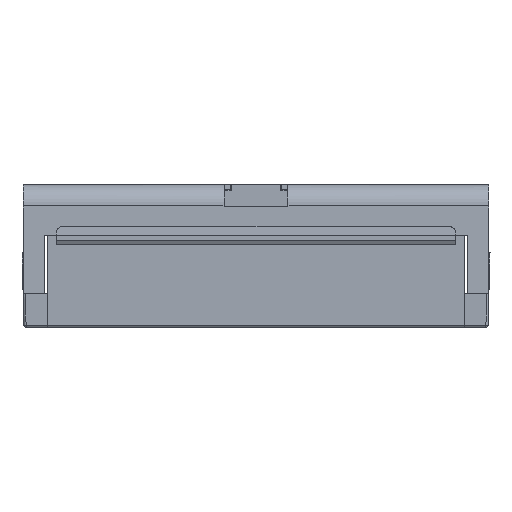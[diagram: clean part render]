
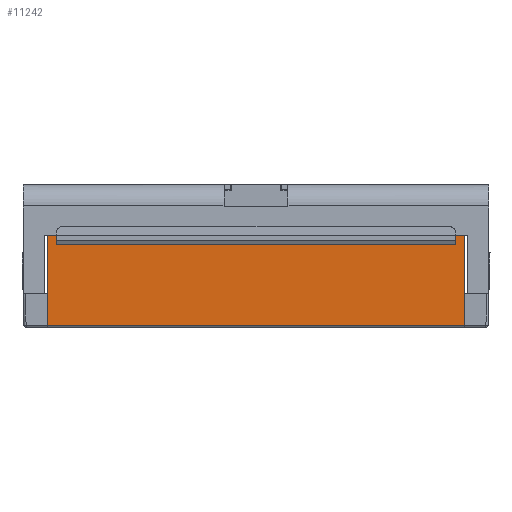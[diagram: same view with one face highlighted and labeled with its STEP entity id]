
A CAD part, left-side view. The second image highlights one B-rep face of the part: STEP entity #11242.
In plain terms, the highlighted face is planar.
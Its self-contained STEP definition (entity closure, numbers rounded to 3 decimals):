
#342 = ORIENTED_EDGE ( 'NONE', *, *, #8823, .T. ) ;
#483 = VERTEX_POINT ( 'NONE', #14045 ) ;
#753 = CARTESIAN_POINT ( 'NONE',  ( -45.096, 2.141, -99.34 ) ) ;
#834 = VERTEX_POINT ( 'NONE', #10096 ) ;
#909 = EDGE_CURVE ( 'NONE', #14838, #483, #5985, .T. ) ;
#1058 = VECTOR ( 'NONE', #1322, 1000. ) ;
#1177 = LINE ( 'NONE', #10479, #14599 ) ;
#1210 = CARTESIAN_POINT ( 'NONE',  ( -44.799, 20.703, -101.44 ) ) ;
#1322 = DIRECTION ( 'NONE',  ( 0., 0., 1. ) ) ;
#1481 = CARTESIAN_POINT ( 'NONE',  ( -44.799, 20.703, -5.56 ) ) ;
#1508 = VECTOR ( 'NONE', #11511, 1000. ) ;
#1735 = PLANE ( 'NONE',  #13255 ) ;
#1887 = LINE ( 'NONE', #10470, #1508 ) ;
#1962 = LINE ( 'NONE', #2498, #3257 ) ;
#2498 = CARTESIAN_POINT ( 'NONE',  ( -44.799, 20.703, -99.34 ) ) ;
#2805 = VERTEX_POINT ( 'NONE', #14309 ) ;
#3162 = VECTOR ( 'NONE', #5564, 1000. ) ;
#3257 = VECTOR ( 'NONE', #15425, 1000. ) ;
#3336 = EDGE_CURVE ( 'NONE', #2805, #12607, #7073, .T. ) ;
#3352 = CARTESIAN_POINT ( 'NONE',  ( -45.13, 0., -146.214 ) ) ;
#3671 = CARTESIAN_POINT ( 'NONE',  ( -44.799, 20.703, -146.214 ) ) ;
#4186 = CARTESIAN_POINT ( 'NONE',  ( -44.799, 20.703, -146.214 ) ) ;
#4358 = ORIENTED_EDGE ( 'NONE', *, *, #14369, .T. ) ;
#4434 = ORIENTED_EDGE ( 'NONE', *, *, #7829, .F. ) ;
#4763 = DIRECTION ( 'NONE',  ( 0., 0., -1. ) ) ;
#5564 = DIRECTION ( 'NONE',  ( 0.016, 1., 0. ) ) ;
#5633 = EDGE_CURVE ( 'NONE', #11249, #2805, #1177, .T. ) ;
#5645 = VERTEX_POINT ( 'NONE', #753 ) ;
#5758 = DIRECTION ( 'NONE',  ( -0.016, -1., 0. ) ) ;
#5839 = VECTOR ( 'NONE', #14660, 1000. ) ;
#5985 = LINE ( 'NONE', #6666, #3162 ) ;
#6477 = VECTOR ( 'NONE', #6857, 1000. ) ;
#6555 = DIRECTION ( 'NONE',  ( 0.016, 1., 0. ) ) ;
#6666 = CARTESIAN_POINT ( 'NONE',  ( -44.799, 20.703, -101.44 ) ) ;
#6857 = DIRECTION ( 'NONE',  ( 0.016, 1., 0. ) ) ;
#6906 = CARTESIAN_POINT ( 'NONE',  ( -44.799, 20.703, -5.56 ) ) ;
#7073 = LINE ( 'NONE', #3352, #8193 ) ;
#7294 = ORIENTED_EDGE ( 'NONE', *, *, #12377, .F. ) ;
#7795 = LINE ( 'NONE', #3671, #1058 ) ;
#7829 = EDGE_CURVE ( 'NONE', #483, #14795, #10681, .T. ) ;
#8193 = VECTOR ( 'NONE', #15112, 1000. ) ;
#8483 = EDGE_CURVE ( 'NONE', #12607, #15274, #14377, .T. ) ;
#8504 = ORIENTED_EDGE ( 'NONE', *, *, #909, .F. ) ;
#8663 = CARTESIAN_POINT ( 'NONE',  ( -45.13, 0., -99.34 ) ) ;
#8823 = EDGE_CURVE ( 'NONE', #5645, #11249, #1887, .T. ) ;
#8937 = CARTESIAN_POINT ( 'NONE',  ( -45.096, 2.141, -7.66 ) ) ;
#9803 = CARTESIAN_POINT ( 'NONE',  ( -44.916, 13.392, -5.56 ) ) ;
#9822 = ORIENTED_EDGE ( 'NONE', *, *, #12375, .F. ) ;
#10096 = CARTESIAN_POINT ( 'NONE',  ( -44.799, 20.703, -5.56 ) ) ;
#10220 = CARTESIAN_POINT ( 'NONE',  ( -45.13, 0., 39.214 ) ) ;
#10470 = CARTESIAN_POINT ( 'NONE',  ( -45.096, 2.141, -146.214 ) ) ;
#10479 = CARTESIAN_POINT ( 'NONE',  ( -44.799, 20.703, -7.66 ) ) ;
#10681 = LINE ( 'NONE', #1210, #14041 ) ;
#11012 = EDGE_CURVE ( 'NONE', #14795, #834, #7795, .T. ) ;
#11242 = ADVANCED_FACE ( 'NONE', ( #11878 ), #1735, .F. ) ;
#11249 = VERTEX_POINT ( 'NONE', #8937 ) ;
#11271 = DIRECTION ( 'NONE',  ( 1., -0.016, 0. ) ) ;
#11511 = DIRECTION ( 'NONE',  ( 0., 0., 1. ) ) ;
#11878 = FACE_OUTER_BOUND ( 'NONE', #14320, .T. ) ;
#12375 = EDGE_CURVE ( 'NONE', #5645, #12512, #1962, .T. ) ;
#12377 = EDGE_CURVE ( 'NONE', #12512, #14838, #14808, .T. ) ;
#12512 = VERTEX_POINT ( 'NONE', #8663 ) ;
#12607 = VERTEX_POINT ( 'NONE', #14530 ) ;
#12692 = ORIENTED_EDGE ( 'NONE', *, *, #5633, .T. ) ;
#12755 = ORIENTED_EDGE ( 'NONE', *, *, #3336, .T. ) ;
#13255 = AXIS2_PLACEMENT_3D ( 'NONE', #4186, #11271, #6555 ) ;
#14041 = VECTOR ( 'NONE', #14185, 1000. ) ;
#14045 = CARTESIAN_POINT ( 'NONE',  ( -44.916, 13.392, -101.44 ) ) ;
#14185 = DIRECTION ( 'NONE',  ( 0.016, 1., 0. ) ) ;
#14309 = CARTESIAN_POINT ( 'NONE',  ( -45.13, 0., -7.66 ) ) ;
#14320 = EDGE_LOOP ( 'NONE', ( #342, #12692, #12755, #14624, #4358, #15175, #4434, #8504, #7294, #9822 ) ) ;
#14369 = EDGE_CURVE ( 'NONE', #15274, #834, #14459, .T. ) ;
#14377 = LINE ( 'NONE', #1481, #5839 ) ;
#14431 = VECTOR ( 'NONE', #4763, 1000. ) ;
#14459 = LINE ( 'NONE', #6906, #6477 ) ;
#14530 = CARTESIAN_POINT ( 'NONE',  ( -45.13, 0., -5.56 ) ) ;
#14599 = VECTOR ( 'NONE', #5758, 1000. ) ;
#14624 = ORIENTED_EDGE ( 'NONE', *, *, #8483, .T. ) ;
#14660 = DIRECTION ( 'NONE',  ( 0.016, 1., 0. ) ) ;
#14692 = CARTESIAN_POINT ( 'NONE',  ( -44.799, 20.703, -101.44 ) ) ;
#14795 = VERTEX_POINT ( 'NONE', #14692 ) ;
#14808 = LINE ( 'NONE', #10220, #14431 ) ;
#14838 = VERTEX_POINT ( 'NONE', #14843 ) ;
#14843 = CARTESIAN_POINT ( 'NONE',  ( -45.13, 0., -101.44 ) ) ;
#15112 = DIRECTION ( 'NONE',  ( 0., 0., 1. ) ) ;
#15175 = ORIENTED_EDGE ( 'NONE', *, *, #11012, .F. ) ;
#15274 = VERTEX_POINT ( 'NONE', #9803 ) ;
#15425 = DIRECTION ( 'NONE',  ( -0.016, -1., 0. ) ) ;
